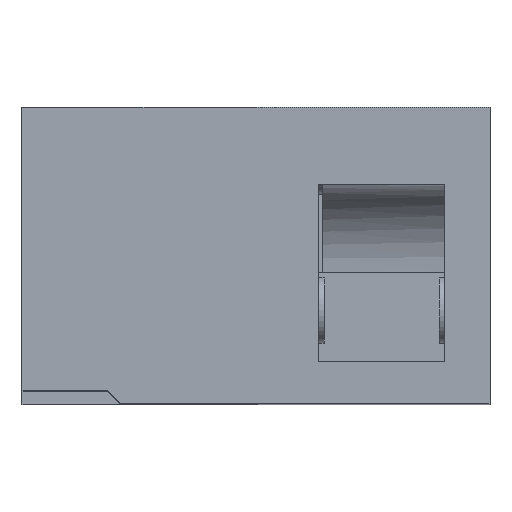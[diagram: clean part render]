
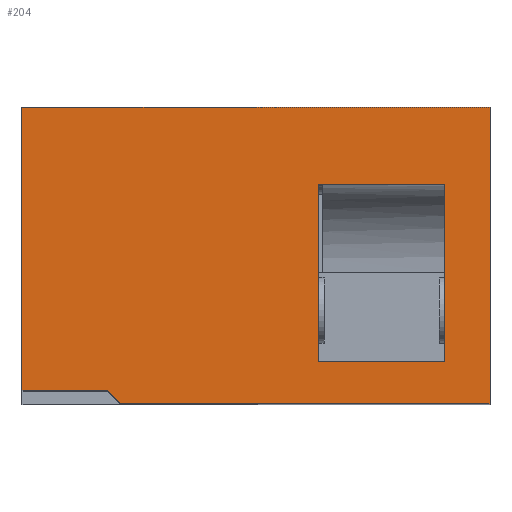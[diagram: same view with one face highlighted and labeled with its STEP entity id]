
A CAD part, top view. The second image highlights one B-rep face of the part: STEP entity #204.
In plain terms, the highlighted planar face has unit normal (0, 0, 1).
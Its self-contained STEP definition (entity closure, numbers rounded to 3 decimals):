
#74 = EDGE_CURVE('',#75,#77,#79,.T.);
#75 = VERTEX_POINT('',#76);
#76 = CARTESIAN_POINT('',(30.,-4.,48.));
#77 = VERTEX_POINT('',#78);
#78 = CARTESIAN_POINT('',(30.,23.,48.));
#79 = LINE('',#80,#81);
#80 = CARTESIAN_POINT('',(30.,9.487,48.));
#81 = VECTOR('',#82,1.);
#82 = DIRECTION('',(0.,1.,0.));
#204 = ADVANCED_FACE('',(#205,#246),#280,.T.);
#205 = FACE_BOUND('',#206,.T.);
#206 = EDGE_LOOP('',(#207,#217,#223,#224,#232,#240));
#207 = ORIENTED_EDGE('',*,*,#208,.T.);
#208 = EDGE_CURVE('',#209,#211,#213,.T.);
#209 = VERTEX_POINT('',#210);
#210 = CARTESIAN_POINT('',(-4.87,-2.8,48.));
#211 = VERTEX_POINT('',#212);
#212 = CARTESIAN_POINT('',(-3.67,-4.,48.));
#213 = LINE('',#214,#215);
#214 = CARTESIAN_POINT('',(-4.87,-2.8,48.));
#215 = VECTOR('',#216,1.);
#216 = DIRECTION('',(0.707,-0.707,0.));
#217 = ORIENTED_EDGE('',*,*,#218,.T.);
#218 = EDGE_CURVE('',#211,#75,#219,.T.);
#219 = LINE('',#220,#221);
#220 = CARTESIAN_POINT('',(24.5,-4.,48.));
#221 = VECTOR('',#222,1.);
#222 = DIRECTION('',(1.,0.,0.));
#223 = ORIENTED_EDGE('',*,*,#74,.T.);
#224 = ORIENTED_EDGE('',*,*,#225,.T.);
#225 = EDGE_CURVE('',#77,#226,#228,.T.);
#226 = VERTEX_POINT('',#227);
#227 = CARTESIAN_POINT('',(-12.67,23.,48.));
#228 = LINE('',#229,#230);
#229 = CARTESIAN_POINT('',(-2.5,23.,48.));
#230 = VECTOR('',#231,1.);
#231 = DIRECTION('',(-1.,-0.,-0.));
#232 = ORIENTED_EDGE('',*,*,#233,.F.);
#233 = EDGE_CURVE('',#234,#226,#236,.T.);
#234 = VERTEX_POINT('',#235);
#235 = CARTESIAN_POINT('',(-12.67,-2.8,48.));
#236 = LINE('',#237,#238);
#237 = CARTESIAN_POINT('',(-12.67,-4.,48.));
#238 = VECTOR('',#239,1.);
#239 = DIRECTION('',(0.,1.,0.));
#240 = ORIENTED_EDGE('',*,*,#241,.T.);
#241 = EDGE_CURVE('',#234,#209,#242,.T.);
#242 = LINE('',#243,#244);
#243 = CARTESIAN_POINT('',(-12.67,-2.8,48.));
#244 = VECTOR('',#245,1.);
#245 = DIRECTION('',(1.,0.,0.));
#246 = FACE_BOUND('',#247,.T.);
#247 = EDGE_LOOP('',(#248,#258,#266,#274));
#248 = ORIENTED_EDGE('',*,*,#249,.T.);
#249 = EDGE_CURVE('',#250,#252,#254,.T.);
#250 = VERTEX_POINT('',#251);
#251 = CARTESIAN_POINT('',(14.38,-0.2,48.));
#252 = VERTEX_POINT('',#253);
#253 = CARTESIAN_POINT('',(14.38,16.,48.));
#254 = LINE('',#255,#256);
#255 = CARTESIAN_POINT('',(14.38,-4.,48.));
#256 = VECTOR('',#257,1.);
#257 = DIRECTION('',(0.,1.,0.));
#258 = ORIENTED_EDGE('',*,*,#259,.F.);
#259 = EDGE_CURVE('',#260,#252,#262,.T.);
#260 = VERTEX_POINT('',#261);
#261 = CARTESIAN_POINT('',(25.88,16.,48.));
#262 = LINE('',#263,#264);
#263 = CARTESIAN_POINT('',(14.75,16.,48.));
#264 = VECTOR('',#265,1.);
#265 = DIRECTION('',(-1.,0.,0.));
#266 = ORIENTED_EDGE('',*,*,#267,.T.);
#267 = EDGE_CURVE('',#260,#268,#270,.T.);
#268 = VERTEX_POINT('',#269);
#269 = CARTESIAN_POINT('',(25.88,-0.2,48.));
#270 = LINE('',#271,#272);
#271 = CARTESIAN_POINT('',(25.88,19.,48.));
#272 = VECTOR('',#273,1.);
#273 = DIRECTION('',(0.,-1.,0.));
#274 = ORIENTED_EDGE('',*,*,#275,.F.);
#275 = EDGE_CURVE('',#250,#268,#276,.T.);
#276 = LINE('',#277,#278);
#277 = CARTESIAN_POINT('',(25.75,-0.2,48.));
#278 = VECTOR('',#279,1.);
#279 = DIRECTION('',(1.,0.,0.));
#280 = PLANE('',#281);
#281 = AXIS2_PLACEMENT_3D('',#282,#283,#284);
#282 = CARTESIAN_POINT('',(8.665,9.5,48.));
#283 = DIRECTION('',(0.,0.,1.));
#284 = DIRECTION('',(1.,0.,0.));
